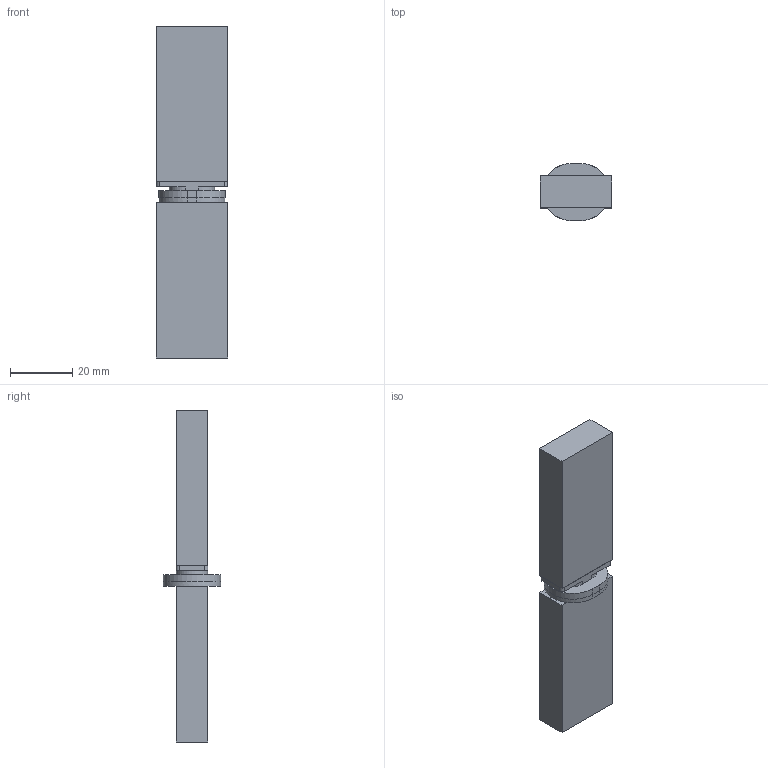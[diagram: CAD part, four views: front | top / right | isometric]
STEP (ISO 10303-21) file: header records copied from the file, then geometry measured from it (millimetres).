
FILE_DESCRIPTION(/* description */ ('-'),/* implementation_level */ '2;1');
FILE_NAME(/* name */ 'WR90 internal volume 20191129.stp',/* time_stamp */ '2019-11-29T13:53:12+01:00',/* author */ ('rm5855'),/* organization */ (''),/* preprocessor_version */ 'ST-DEVELOPER v17.2',/* originating_system */ 'Autodesk Inventor 2019',/* authorisation */ '');
FILE_SCHEMA (('AUTOMOTIVE_DESIGN { 1 0 10303 214 3 1 1 }'));
Length unit declared in the file: millimetre
Products named in the file (4): WR90 internal volume; WR90 internal volume part 3; WR90 internal volume part 1; WR90 internal volume part 2
Assembly tree (3 placements, depth 2):
  WR90 internal volume
    WR90 internal volume part 3
    WR90 internal volume part 1
    WR90 internal volume part 2
Bounding box: 22.86 x 18.4 x 106.62 mm (x, y, z)
Volume: 24952.7 mm3; surface area: 8796.3 mm2
Topology: 3 solids, 3 shells, 40 faces, 96 edges, 64 vertices
Faces by surface type: plane 30, cylinder 10
Entity records: 1318 total; most frequent: DIRECTION 216, CARTESIAN_POINT 207, ORIENTED_EDGE 192, EDGE_CURVE 96, AXIS2_PLACEMENT_3D 73, LINE 70, VECTOR 70, VERTEX_POINT 64
